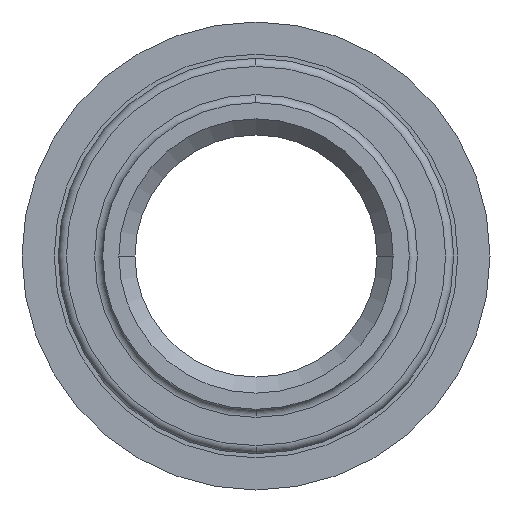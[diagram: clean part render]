
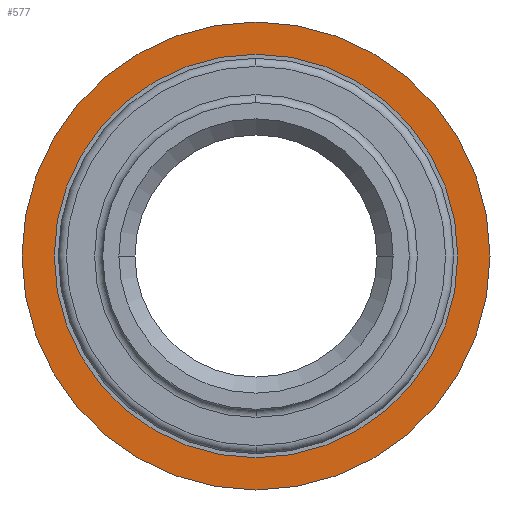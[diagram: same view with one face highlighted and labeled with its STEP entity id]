
A CAD part, front view. The second image highlights one B-rep face of the part: STEP entity #577.
In plain terms, the highlighted planar face has unit normal (0, -1, 0).
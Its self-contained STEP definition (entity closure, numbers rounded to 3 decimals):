
#97=CARTESIAN_POINT('',(0.,-2.4,0.));
#98=DIRECTION('',(0.,-1.,0.));
#99=DIRECTION('',(-1.,0.,0.));
#100=AXIS2_PLACEMENT_3D('',#97,#98,#99);
#105=CARTESIAN_POINT('',(0.,-2.4,0.));
#106=DIRECTION('',(0.,-1.,0.));
#107=DIRECTION('',(1.,0.,0.));
#108=AXIS2_PLACEMENT_3D('',#105,#106,#107);
#113=CARTESIAN_POINT('',(0.,-2.4,0.));
#114=DIRECTION('',(0.,-1.,0.));
#115=DIRECTION('',(-1.,0.,0.));
#116=AXIS2_PLACEMENT_3D('',#113,#114,#115);
#121=CARTESIAN_POINT('',(0.,-2.4,0.));
#122=DIRECTION('',(0.,-1.,0.));
#123=DIRECTION('',(1.,0.,0.));
#124=AXIS2_PLACEMENT_3D('',#121,#122,#123);
#428=CARTESIAN_POINT('',(-2.9,-2.4,0.));
#429=CARTESIAN_POINT('',(2.9,-2.4,0.));
#430=VERTEX_POINT('',#428);
#431=VERTEX_POINT('',#429);
#436=CARTESIAN_POINT('',(-2.5,-2.4,0.));
#437=CARTESIAN_POINT('',(2.5,-2.4,0.));
#438=VERTEX_POINT('',#436);
#439=VERTEX_POINT('',#437);
#562=CARTESIAN_POINT('',(0.,-2.4,0.));
#563=DIRECTION('',(0.,-1.,0.));
#564=DIRECTION('',(-1.,0.,0.));
#565=AXIS2_PLACEMENT_3D('',#562,#563,#564);
#566=PLANE('',#565);
#567=ORIENTED_EDGE('',*,*,#542,.F.);
#568=ORIENTED_EDGE('',*,*,#556,.F.);
#569=EDGE_LOOP('',(#567,#568));
#570=FACE_OUTER_BOUND('',#569,.F.);
#572=ORIENTED_EDGE('',*,*,#571,.T.);
#574=ORIENTED_EDGE('',*,*,#573,.T.);
#575=EDGE_LOOP('',(#572,#574));
#576=FACE_BOUND('',#575,.F.);
#101=CIRCLE('',#100,2.9);
#109=CIRCLE('',#108,2.9);
#117=CIRCLE('',#116,2.5);
#125=CIRCLE('',#124,2.5);
#542=EDGE_CURVE('',#430,#431,#101,.T.);
#556=EDGE_CURVE('',#431,#430,#109,.T.);
#571=EDGE_CURVE('',#438,#439,#117,.T.);
#573=EDGE_CURVE('',#439,#438,#125,.T.);
#577=ADVANCED_FACE('',(#570,#576),#566,.T.);
